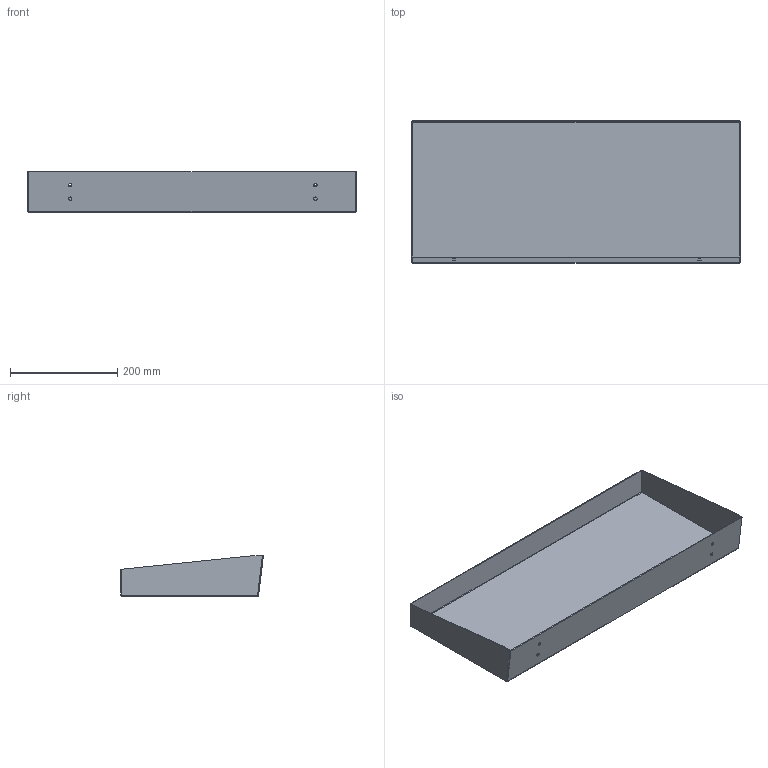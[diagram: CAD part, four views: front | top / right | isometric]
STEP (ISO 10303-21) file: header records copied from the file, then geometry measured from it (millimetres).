
FILE_DESCRIPTION(/* description */ ('CONSOLE,CS,WRITING DESK'),/* implementation_level */ '2;1');
FILE_NAME(/* name */ 'WC10W.stp',/* time_stamp */ '2017-06-26T10:55:52-05:00',/* author */ ('wford'),/* organization */ (''),/* preprocessor_version */ 'ST-DEVELOPER v16.1',/* originating_system */ 'Autodesk Inventor 2016',/* authorisation */ '');
FILE_SCHEMA (('AUTOMOTIVE_DESIGN { 1 0 10303 214 3 1 1 }'));
Length unit declared in the file: inch
Products named in the file (3): WC10WBKP; WC10WS; WC10W
Assembly tree (3 placements, depth 2):
  WC10W
    WC10WBKP
    WC10WS  x2
Bounding box: 612.77 x 266.25 x 76.39 mm (x, y, z)
Volume: 494575.7 mm3; surface area: 532532.5 mm2
Topology: 3 solids, 3 shells, 40 faces, 86 edges, 52 vertices
Faces by surface type: plane 32, cylinder 8
Full cylindrical faces by diameter (mm): 6.35 x4
Entity records: 944 total; most frequent: DIRECTION 161, CARTESIAN_POINT 148, ORIENTED_EDGE 134, EDGE_CURVE 67, AXIS2_PLACEMENT_3D 55, LINE 51, VECTOR 51, EDGE_LOOP 45
